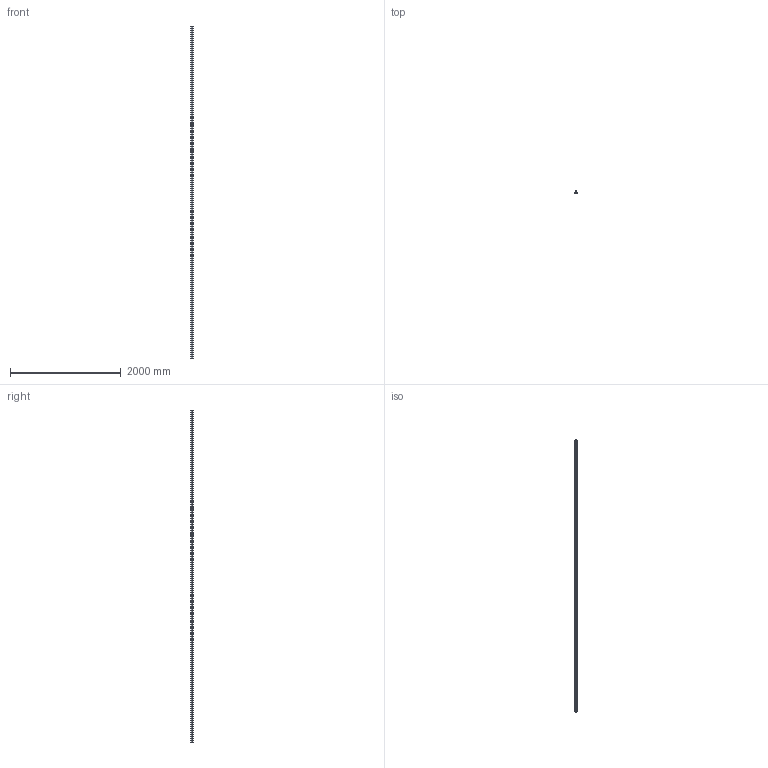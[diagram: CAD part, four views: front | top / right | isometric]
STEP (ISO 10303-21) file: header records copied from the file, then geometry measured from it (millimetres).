
FILE_DESCRIPTION (( 'STEP AP203' ), '1' );
FILE_NAME ('60373-GU-6M.step', '2022-07-21T10:02:11', ( '' ), ( '' ), 'SwSTEP 2.0', 'SolidWorks 2018', '' );
FILE_SCHEMA (( 'CONFIG_CONTROL_DESIGN' ));
Length unit declared in the file: millimetre
Products named in the file (1): 60373-GU-6M
Bounding box: 41.95 x 36.31 x 6000 mm (x, y, z)
Volume: 2369971 mm3; surface area: 2276472.7 mm2
Topology: 1 solids, 1 shells, 442 faces, 1242 edges, 828 vertices
Faces by surface type: plane 243, bspline 139, cylinder 60
Entity records: 21013 total; most frequent: CARTESIAN_POINT 10324, ORIENTED_EDGE 2484, DIRECTION 1692, EDGE_CURVE 1242, VECTOR 844, LINE 844, VERTEX_POINT 828, EDGE_LOOP 484
